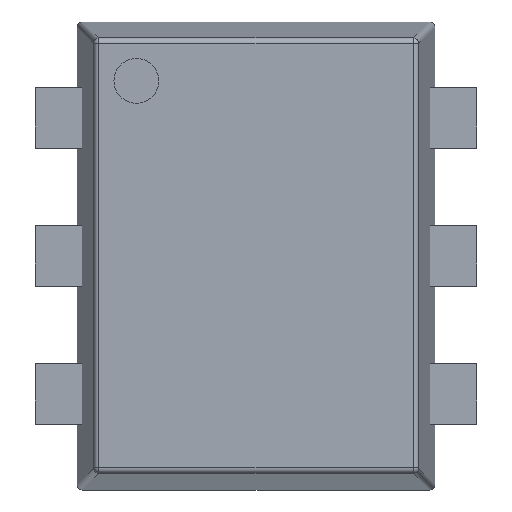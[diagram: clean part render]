
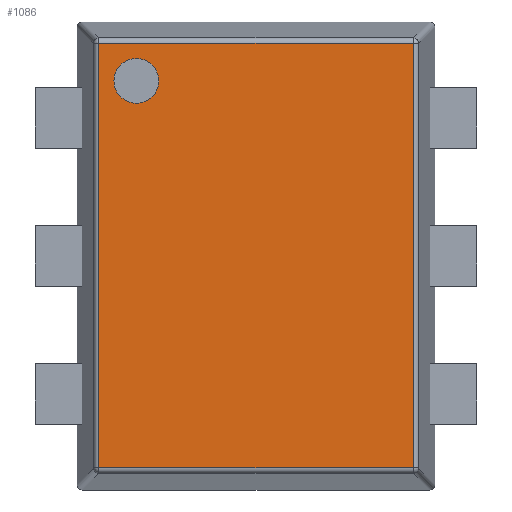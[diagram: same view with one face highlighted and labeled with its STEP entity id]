
A CAD part, top view. The second image highlights one B-rep face of the part: STEP entity #1086.
In plain terms, the highlighted planar face has unit normal (0, 0, 1).
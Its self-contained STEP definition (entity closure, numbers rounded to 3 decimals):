
#263 = CYLINDRICAL_SURFACE('',#264,0.02);
#264 = AXIS2_PLACEMENT_3D('',#265,#266,#267);
#265 = CARTESIAN_POINT('',(0.081,0.063,0.58)
  );
#266 = DIRECTION('',(0.,1.,0.));
#267 = DIRECTION('',(-0.995,0.,0.105));
#506 = VERTEX_POINT('',#507);
#507 = CARTESIAN_POINT('',(0.081,0.081,0.6)
  );
#556 = EDGE_CURVE('',#506,#557,#559,.T.);
#557 = VERTEX_POINT('',#558);
#558 = CARTESIAN_POINT('',(0.081,1.619,0.6));
#559 = SURFACE_CURVE('',#560,(#564,#571),.PCURVE_S1.);
#560 = LINE('',#561,#562);
#561 = CARTESIAN_POINT('',(0.081,0.063,0.6)
  );
#562 = VECTOR('',#563,1.);
#563 = DIRECTION('',(0.,1.,0.));
#564 = PCURVE('',#263,#565);
#565 = DEFINITIONAL_REPRESENTATION('',(#566),#570);
#566 = LINE('',#567,#568);
#567 = CARTESIAN_POINT('',(1.466,0.));
#568 = VECTOR('',#569,1.);
#569 = DIRECTION('',(0.,1.));
#570 = ( GEOMETRIC_REPRESENTATION_CONTEXT(2) 
PARAMETRIC_REPRESENTATION_CONTEXT() REPRESENTATION_CONTEXT('2D SPACE',''
  ) );
#571 = PCURVE('',#572,#577);
#572 = PLANE('',#573);
#573 = AXIS2_PLACEMENT_3D('',#574,#575,#576);
#574 = CARTESIAN_POINT('',(0.,0.,0.6));
#575 = DIRECTION('',(0.,0.,1.));
#576 = DIRECTION('',(1.,0.,0.));
#577 = DEFINITIONAL_REPRESENTATION('',(#578),#582);
#578 = LINE('',#579,#580);
#579 = CARTESIAN_POINT('',(0.081,0.063));
#580 = VECTOR('',#581,1.);
#581 = DIRECTION('',(0.,1.));
#582 = ( GEOMETRIC_REPRESENTATION_CONTEXT(2) 
PARAMETRIC_REPRESENTATION_CONTEXT() REPRESENTATION_CONTEXT('2D SPACE',''
  ) );
#814 = CYLINDRICAL_SURFACE('',#815,0.02);
#815 = AXIS2_PLACEMENT_3D('',#816,#817,#818);
#816 = CARTESIAN_POINT('',(0.063,1.619,0.58));
#817 = DIRECTION('',(1.,0.,0.));
#818 = DIRECTION('',(0.,0.995,0.105));
#1074 = CYLINDRICAL_SURFACE('',#1075,0.02);
#1075 = AXIS2_PLACEMENT_3D('',#1076,#1077,#1078);
#1076 = CARTESIAN_POINT('',(0.063,0.081,0.58
    ));
#1077 = DIRECTION('',(1.,0.,0.));
#1078 = DIRECTION('',(0.,-0.995,0.105));
#1086 = ADVANCED_FACE('',(#1087,#1162),#572,.T.);
#1087 = FACE_BOUND('',#1088,.T.);
#1088 = EDGE_LOOP('',(#1089,#1090,#1113,#1141));
#1089 = ORIENTED_EDGE('',*,*,#556,.F.);
#1090 = ORIENTED_EDGE('',*,*,#1091,.T.);
#1091 = EDGE_CURVE('',#506,#1092,#1094,.T.);
#1092 = VERTEX_POINT('',#1093);
#1093 = CARTESIAN_POINT('',(1.219,0.081,0.6));
#1094 = SURFACE_CURVE('',#1095,(#1099,#1106),.PCURVE_S1.);
#1095 = LINE('',#1096,#1097);
#1096 = CARTESIAN_POINT('',(0.063,0.081,0.6)
  );
#1097 = VECTOR('',#1098,1.);
#1098 = DIRECTION('',(1.,0.,0.));
#1099 = PCURVE('',#572,#1100);
#1100 = DEFINITIONAL_REPRESENTATION('',(#1101),#1105);
#1101 = LINE('',#1102,#1103);
#1102 = CARTESIAN_POINT('',(0.063,0.081));
#1103 = VECTOR('',#1104,1.);
#1104 = DIRECTION('',(1.,0.));
#1105 = ( GEOMETRIC_REPRESENTATION_CONTEXT(2) 
PARAMETRIC_REPRESENTATION_CONTEXT() REPRESENTATION_CONTEXT('2D SPACE',''
  ) );
#1106 = PCURVE('',#1074,#1107);
#1107 = DEFINITIONAL_REPRESENTATION('',(#1108),#1112);
#1108 = LINE('',#1109,#1110);
#1109 = CARTESIAN_POINT('',(4.817,0.));
#1110 = VECTOR('',#1111,1.);
#1111 = DIRECTION('',(0.,1.));
#1112 = ( GEOMETRIC_REPRESENTATION_CONTEXT(2) 
PARAMETRIC_REPRESENTATION_CONTEXT() REPRESENTATION_CONTEXT('2D SPACE',''
  ) );
#1113 = ORIENTED_EDGE('',*,*,#1114,.T.);
#1114 = EDGE_CURVE('',#1092,#1115,#1117,.T.);
#1115 = VERTEX_POINT('',#1116);
#1116 = CARTESIAN_POINT('',(1.219,1.619,0.6));
#1117 = SURFACE_CURVE('',#1118,(#1122,#1129),.PCURVE_S1.);
#1118 = LINE('',#1119,#1120);
#1119 = CARTESIAN_POINT('',(1.219,0.063,0.6));
#1120 = VECTOR('',#1121,1.);
#1121 = DIRECTION('',(0.,1.,0.));
#1122 = PCURVE('',#572,#1123);
#1123 = DEFINITIONAL_REPRESENTATION('',(#1124),#1128);
#1124 = LINE('',#1125,#1126);
#1125 = CARTESIAN_POINT('',(1.219,0.063));
#1126 = VECTOR('',#1127,1.);
#1127 = DIRECTION('',(0.,1.));
#1128 = ( GEOMETRIC_REPRESENTATION_CONTEXT(2) 
PARAMETRIC_REPRESENTATION_CONTEXT() REPRESENTATION_CONTEXT('2D SPACE',''
  ) );
#1129 = PCURVE('',#1130,#1135);
#1130 = CYLINDRICAL_SURFACE('',#1131,0.02);
#1131 = AXIS2_PLACEMENT_3D('',#1132,#1133,#1134);
#1132 = CARTESIAN_POINT('',(1.219,0.063,0.58));
#1133 = DIRECTION('',(0.,1.,0.));
#1134 = DIRECTION('',(0.995,0.,0.105));
#1135 = DEFINITIONAL_REPRESENTATION('',(#1136),#1140);
#1136 = LINE('',#1137,#1138);
#1137 = CARTESIAN_POINT('',(4.817,0.));
#1138 = VECTOR('',#1139,1.);
#1139 = DIRECTION('',(0.,1.));
#1140 = ( GEOMETRIC_REPRESENTATION_CONTEXT(2) 
PARAMETRIC_REPRESENTATION_CONTEXT() REPRESENTATION_CONTEXT('2D SPACE',''
  ) );
#1141 = ORIENTED_EDGE('',*,*,#1142,.F.);
#1142 = EDGE_CURVE('',#557,#1115,#1143,.T.);
#1143 = SURFACE_CURVE('',#1144,(#1148,#1155),.PCURVE_S1.);
#1144 = LINE('',#1145,#1146);
#1145 = CARTESIAN_POINT('',(0.063,1.619,0.6));
#1146 = VECTOR('',#1147,1.);
#1147 = DIRECTION('',(1.,0.,0.));
#1148 = PCURVE('',#572,#1149);
#1149 = DEFINITIONAL_REPRESENTATION('',(#1150),#1154);
#1150 = LINE('',#1151,#1152);
#1151 = CARTESIAN_POINT('',(0.063,1.619));
#1152 = VECTOR('',#1153,1.);
#1153 = DIRECTION('',(1.,0.));
#1154 = ( GEOMETRIC_REPRESENTATION_CONTEXT(2) 
PARAMETRIC_REPRESENTATION_CONTEXT() REPRESENTATION_CONTEXT('2D SPACE',''
  ) );
#1155 = PCURVE('',#814,#1156);
#1156 = DEFINITIONAL_REPRESENTATION('',(#1157),#1161);
#1157 = LINE('',#1158,#1159);
#1158 = CARTESIAN_POINT('',(1.466,0.));
#1159 = VECTOR('',#1160,1.);
#1160 = DIRECTION('',(0.,1.));
#1161 = ( GEOMETRIC_REPRESENTATION_CONTEXT(2) 
PARAMETRIC_REPRESENTATION_CONTEXT() REPRESENTATION_CONTEXT('2D SPACE',''
  ) );
#1162 = FACE_BOUND('',#1163,.T.);
#1163 = EDGE_LOOP('',(#1164));
#1164 = ORIENTED_EDGE('',*,*,#1165,.F.);
#1165 = EDGE_CURVE('',#1166,#1166,#1168,.T.);
#1166 = VERTEX_POINT('',#1167);
#1167 = CARTESIAN_POINT('',(0.298,1.483,0.6));
#1168 = SURFACE_CURVE('',#1169,(#1174,#1181),.PCURVE_S1.);
#1169 = CIRCLE('',#1170,0.081);
#1170 = AXIS2_PLACEMENT_3D('',#1171,#1172,#1173);
#1171 = CARTESIAN_POINT('',(0.217,1.483,0.6));
#1172 = DIRECTION('',(0.,0.,1.));
#1173 = DIRECTION('',(1.,0.,0.));
#1174 = PCURVE('',#572,#1175);
#1175 = DEFINITIONAL_REPRESENTATION('',(#1176),#1180);
#1176 = CIRCLE('',#1177,0.081);
#1177 = AXIS2_PLACEMENT_2D('',#1178,#1179);
#1178 = CARTESIAN_POINT('',(0.217,1.483));
#1179 = DIRECTION('',(1.,0.));
#1180 = ( GEOMETRIC_REPRESENTATION_CONTEXT(2) 
PARAMETRIC_REPRESENTATION_CONTEXT() REPRESENTATION_CONTEXT('2D SPACE',''
  ) );
#1181 = PCURVE('',#1182,#1187);
#1182 = CYLINDRICAL_SURFACE('',#1183,0.081);
#1183 = AXIS2_PLACEMENT_3D('',#1184,#1185,#1186);
#1184 = CARTESIAN_POINT('',(0.217,1.483,0.57));
#1185 = DIRECTION('',(0.,0.,1.));
#1186 = DIRECTION('',(1.,0.,0.));
#1187 = DEFINITIONAL_REPRESENTATION('',(#1188),#1192);
#1188 = LINE('',#1189,#1190);
#1189 = CARTESIAN_POINT('',(0.,0.03));
#1190 = VECTOR('',#1191,1.);
#1191 = DIRECTION('',(1.,0.));
#1192 = ( GEOMETRIC_REPRESENTATION_CONTEXT(2) 
PARAMETRIC_REPRESENTATION_CONTEXT() REPRESENTATION_CONTEXT('2D SPACE',''
  ) );
